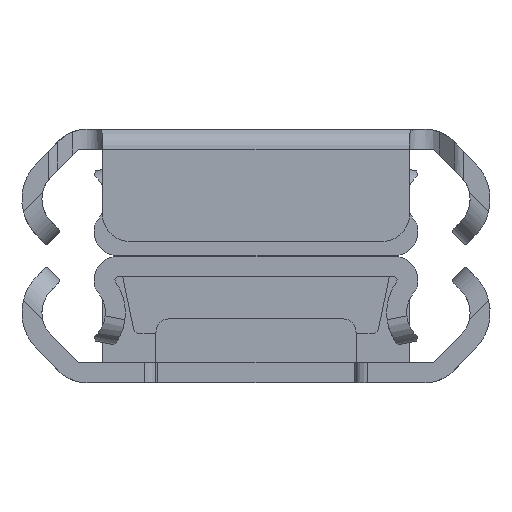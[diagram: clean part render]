
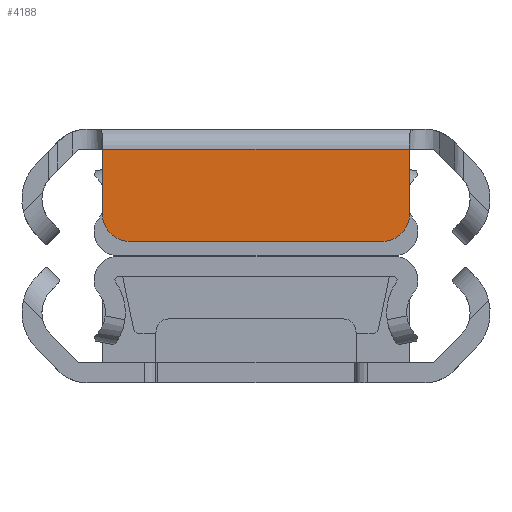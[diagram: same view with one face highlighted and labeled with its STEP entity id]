
A CAD part, left-side view. The second image highlights one B-rep face of the part: STEP entity #4188.
In plain terms, the highlighted face is planar.
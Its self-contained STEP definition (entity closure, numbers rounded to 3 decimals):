
#18 = CARTESIAN_POINT ( 'NONE',  ( 4.9, 9.5, -406.4 ) ) ;
#45 = VECTOR ( 'NONE', #1079, 1000. ) ;
#103 = LINE ( 'NONE', #865, #2447 ) ;
#156 = FACE_OUTER_BOUND ( 'NONE', #2186, .T. ) ;
#460 = ORIENTED_EDGE ( 'NONE', *, *, #2022, .F. ) ;
#561 = LINE ( 'NONE', #3317, #1379 ) ;
#865 = CARTESIAN_POINT ( 'NONE',  ( -2.5, -11.5, -406.4 ) ) ;
#1008 = AXIS2_PLACEMENT_3D ( 'NONE', #18, #2621, #3891 ) ;
#1079 = DIRECTION ( 'NONE',  ( 1., 0., 0. ) ) ;
#1187 = EDGE_CURVE ( 'NONE', #3620, #4725, #103, .T. ) ;
#1208 = CARTESIAN_POINT ( 'NONE',  ( 4.9, 11.5, -406.4 ) ) ;
#1294 = VERTEX_POINT ( 'NONE', #3212 ) ;
#1365 = EDGE_CURVE ( 'NONE', #1576, #4012, #3464, .T. ) ;
#1379 = VECTOR ( 'NONE', #3243, 1000. ) ;
#1524 = DIRECTION ( 'NONE',  ( 1., 0., 0. ) ) ;
#1576 = VERTEX_POINT ( 'NONE', #3640 ) ;
#1617 = AXIS2_PLACEMENT_3D ( 'NONE', #4980, #5002, #1524 ) ;
#1625 = VERTEX_POINT ( 'NONE', #3366 ) ;
#1634 = CARTESIAN_POINT ( 'NONE',  ( 4.9, -11.5, -406.4 ) ) ;
#1705 = EDGE_CURVE ( 'NONE', #1625, #1294, #4752, .T. ) ;
#1728 = PLANE ( 'NONE',  #4372 ) ;
#1822 = CARTESIAN_POINT ( 'NONE',  ( 0., -11.5, -406.4 ) ) ;
#1964 = CARTESIAN_POINT ( 'NONE',  ( -2.5, 11.5, -406.4 ) ) ;
#1986 = ORIENTED_EDGE ( 'NONE', *, *, #1365, .T. ) ;
#2022 = EDGE_CURVE ( 'NONE', #1294, #4012, #2388, .T. ) ;
#2186 = EDGE_LOOP ( 'NONE', ( #2290, #1986, #460, #3071, #2492, #2685 ) ) ;
#2290 = ORIENTED_EDGE ( 'NONE', *, *, #4607, .F. ) ;
#2388 = CIRCLE ( 'NONE', #1008, 2. ) ;
#2422 = CIRCLE ( 'NONE', #1617, 2. ) ;
#2447 = VECTOR ( 'NONE', #3533, 1000. ) ;
#2464 = CARTESIAN_POINT ( 'NONE',  ( 1.5, 12.665, -406.4 ) ) ;
#2492 = ORIENTED_EDGE ( 'NONE', *, *, #4289, .F. ) ;
#2621 = DIRECTION ( 'NONE',  ( 0., 0., 1. ) ) ;
#2685 = ORIENTED_EDGE ( 'NONE', *, *, #1187, .T. ) ;
#2784 = VECTOR ( 'NONE', #3469, 1000. ) ;
#2845 = CARTESIAN_POINT ( 'NONE',  ( 6.9, 0., -406.4 ) ) ;
#3071 = ORIENTED_EDGE ( 'NONE', *, *, #1705, .F. ) ;
#3212 = CARTESIAN_POINT ( 'NONE',  ( 6.9, 9.5, -406.4 ) ) ;
#3243 = DIRECTION ( 'NONE',  ( 0., -1., 0. ) ) ;
#3278 = DIRECTION ( 'NONE',  ( 0., 0., 1. ) ) ;
#3317 = CARTESIAN_POINT ( 'NONE',  ( 0., 0., -406.4 ) ) ;
#3366 = CARTESIAN_POINT ( 'NONE',  ( 6.9, -9.5, -406.4 ) ) ;
#3464 = LINE ( 'NONE', #1964, #45 ) ;
#3469 = DIRECTION ( 'NONE',  ( 0., 1., 0. ) ) ;
#3533 = DIRECTION ( 'NONE',  ( -1., 0., 0. ) ) ;
#3620 = VERTEX_POINT ( 'NONE', #1634 ) ;
#3640 = CARTESIAN_POINT ( 'NONE',  ( 0., 11.5, -406.4 ) ) ;
#3891 = DIRECTION ( 'NONE',  ( -1., 0., 0. ) ) ;
#4012 = VERTEX_POINT ( 'NONE', #1208 ) ;
#4013 = DIRECTION ( 'NONE',  ( 1., 0., 0. ) ) ;
#4188 = ADVANCED_FACE ( 'NONE', ( #156 ), #1728, .F. ) ;
#4289 = EDGE_CURVE ( 'NONE', #3620, #1625, #2422, .T. ) ;
#4372 = AXIS2_PLACEMENT_3D ( 'NONE', #2464, #3278, #4013 ) ;
#4607 = EDGE_CURVE ( 'NONE', #1576, #4725, #561, .T. ) ;
#4725 = VERTEX_POINT ( 'NONE', #1822 ) ;
#4752 = LINE ( 'NONE', #2845, #2784 ) ;
#4980 = CARTESIAN_POINT ( 'NONE',  ( 4.9, -9.5, -406.4 ) ) ;
#5002 = DIRECTION ( 'NONE',  ( 0., 0., 1. ) ) ;
